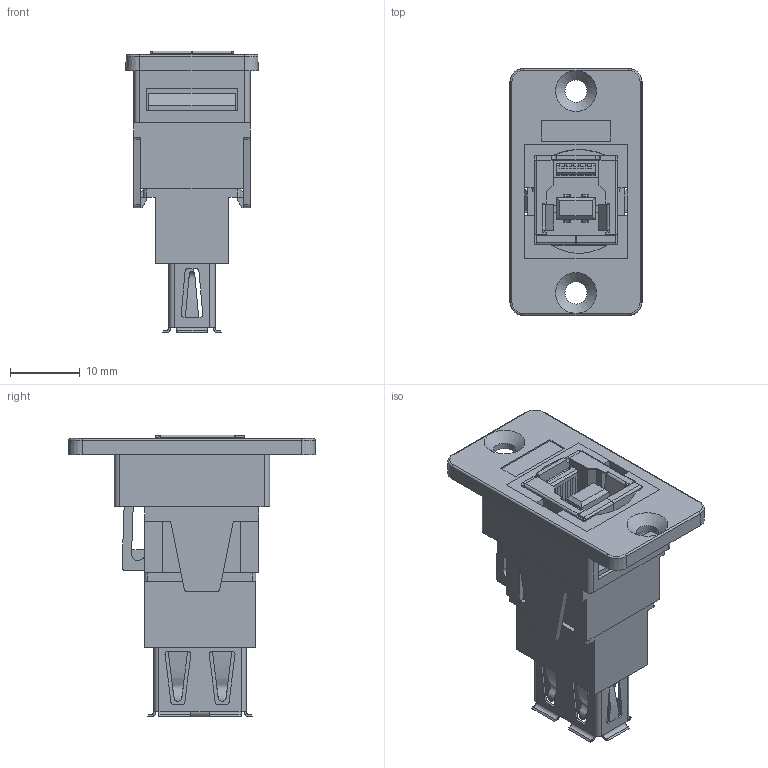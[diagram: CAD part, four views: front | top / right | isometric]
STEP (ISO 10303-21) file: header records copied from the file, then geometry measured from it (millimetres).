
FILE_DESCRIPTION(/* description */ (''),/* implementation_level */ '2;1');
FILE_NAME(/* name */ 'CP30606N USB3 B-A csk.stp',/* time_stamp */ '2021-07-07T10:19:20+01:00',/* author */ ('tottley'),/* organization */ (''),/* preprocessor_version */ 'ST-DEVELOPER v18',/* originating_system */ 'Autodesk Inventor 2020',/* authorisation */ '');
FILE_SCHEMA (('AUTOMOTIVE_DESIGN { 1 0 10303 214 3 1 1 }'));
Products named in the file (1): Part1
Bounding box: 19 x 35.5 x 40.5 mm (x, y, z)
Volume: 6982.8 mm3; surface area: 9845.7 mm2
Topology: 1 solids, 6 shells, 1167 faces, 3492 edges, 2222 vertices
Faces by surface type: plane 925, cylinder 151, bspline 81, cone 6, torus 4
Full cylindrical faces by diameter (mm): 3.2 x2
Entity records: 48174 total; most frequent: CARTESIAN_POINT 16385, ORIENTED_EDGE 6988, DIRECTION 5885, EDGE_CURVE 3494, LINE 3041, VECTOR 3041, VERTEX_POINT 2222, AXIS2_PLACEMENT_3D 1422
